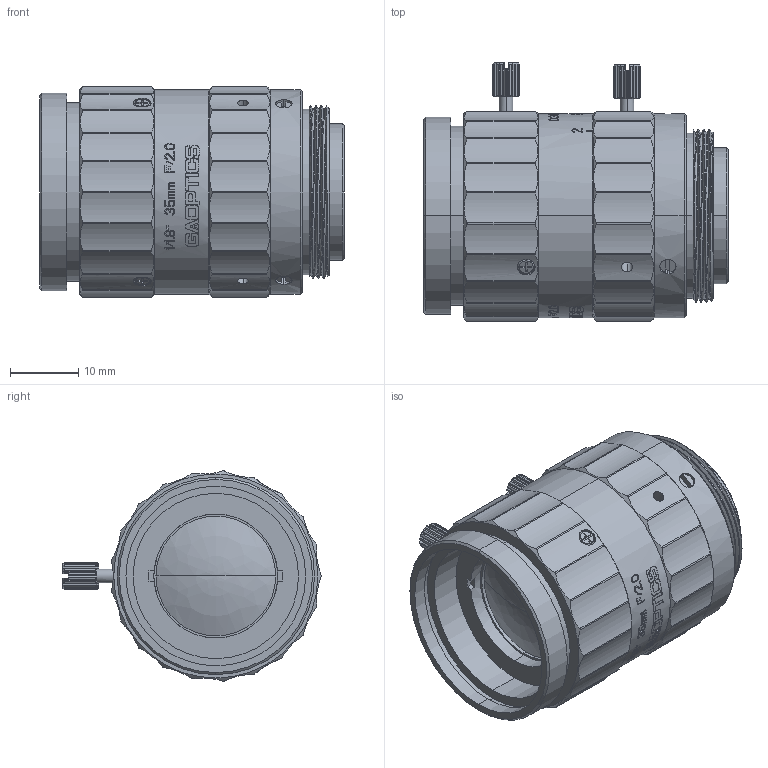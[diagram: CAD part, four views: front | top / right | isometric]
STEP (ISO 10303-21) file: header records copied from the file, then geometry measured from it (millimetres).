
FILE_DESCRIPTION (( 'STEP AP203' ), '1' );
FILE_NAME ('600041.STEP', '2021-08-06T07:23:34', ( '' ), ( '' ), 'SwSTEP 2.0', 'SolidWorks 2020', '' );
FILE_SCHEMA (( 'CONFIG_CONTROL_DESIGN' ));
Products named in the file (1): 600041
Bounding box: 44.79 x 38 x 30.91 mm (x, y, z)
Volume: 24567.4 mm3; surface area: 11267.9 mm2
Topology: 1 solids, 8 shells, 1690 faces, 4757 edges, 3179 vertices
Faces by surface type: bspline 762, plane 576, cylinder 321, cone 31
Entity records: 77544 total; most frequent: CARTESIAN_POINT 40075, ORIENTED_EDGE 9506, DIRECTION 4851, EDGE_CURVE 4753, VERTEX_POINT 3179, B_SPLINE_CURVE_WITH_KNOTS 2288, VECTOR 1917, LINE 1917
